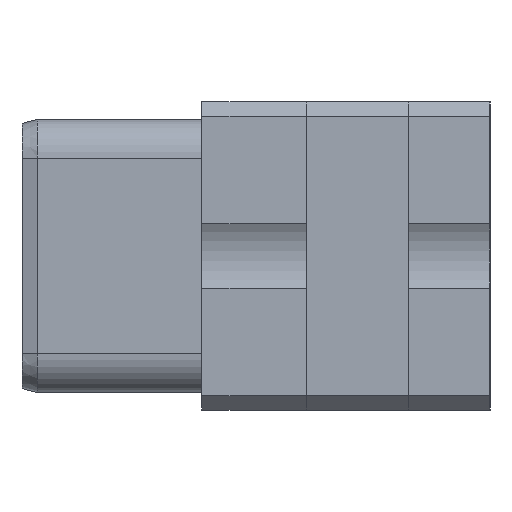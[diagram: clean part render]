
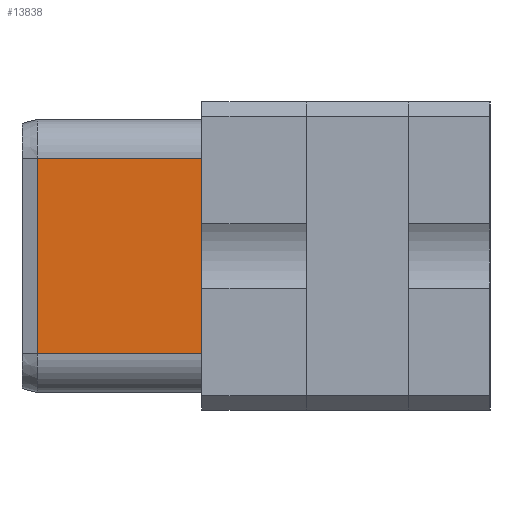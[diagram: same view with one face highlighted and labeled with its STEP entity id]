
A CAD part, left-side view. The second image highlights one B-rep face of the part: STEP entity #13838.
In plain terms, the highlighted planar face has unit normal (-1, 0, 0).
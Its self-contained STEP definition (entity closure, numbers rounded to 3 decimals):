
#242=DIRECTION('',(0.,0.,1.));
#243=VECTOR('',#242,9.61);
#244=CARTESIAN_POINT('',(-36.181,0.026,-4.805));
#245=LINE('',#244,#243);
#3152=DIRECTION('',(0.,0.,1.));
#3153=VECTOR('',#3152,9.61);
#3154=CARTESIAN_POINT('',(-36.181,8.113,-4.805));
#3155=LINE('',#3154,#3153);
#3165=DIRECTION('',(0.,1.,0.));
#3166=VECTOR('',#3165,8.087);
#3167=CARTESIAN_POINT('',(-36.181,0.026,4.805));
#3168=LINE('',#3167,#3166);
#3207=DIRECTION('',(0.,1.,0.));
#3208=VECTOR('',#3207,8.087);
#3209=CARTESIAN_POINT('',(-36.181,0.026,-4.805));
#3210=LINE('',#3209,#3208);
#8591=CARTESIAN_POINT('',(-36.181,0.026,-4.805));
#8593=VERTEX_POINT('',#8591);
#8596=CARTESIAN_POINT('',(-36.181,0.026,4.805));
#8598=VERTEX_POINT('',#8596);
#8623=CARTESIAN_POINT('',(-36.181,8.113,-4.805));
#8624=CARTESIAN_POINT('',(-36.181,8.113,4.805));
#8625=VERTEX_POINT('',#8623);
#8626=VERTEX_POINT('',#8624);
#13825=CARTESIAN_POINT('',(-36.181,0.,-6.705));
#13826=DIRECTION('',(-1.,0.,0.));
#13827=DIRECTION('',(0.,0.,1.));
#13828=AXIS2_PLACEMENT_3D('',#13825,#13826,#13827);
#13829=PLANE('',#13828);
#13830=ORIENTED_EDGE('',*,*,#13819,.T.);
#13832=ORIENTED_EDGE('',*,*,#13831,.F.);
#13833=ORIENTED_EDGE('',*,*,#11093,.F.);
#13835=ORIENTED_EDGE('',*,*,#13834,.T.);
#13836=EDGE_LOOP('',(#13830,#13832,#13833,#13835));
#13837=FACE_OUTER_BOUND('',#13836,.F.);
#13838=ADVANCED_FACE('',(#13837),#13829,.T.);
#11093=EDGE_CURVE('',#8593,#8598,#245,.T.);
#13819=EDGE_CURVE('',#8625,#8626,#3155,.T.);
#13831=EDGE_CURVE('',#8598,#8626,#3168,.T.);
#13834=EDGE_CURVE('',#8593,#8625,#3210,.T.);
